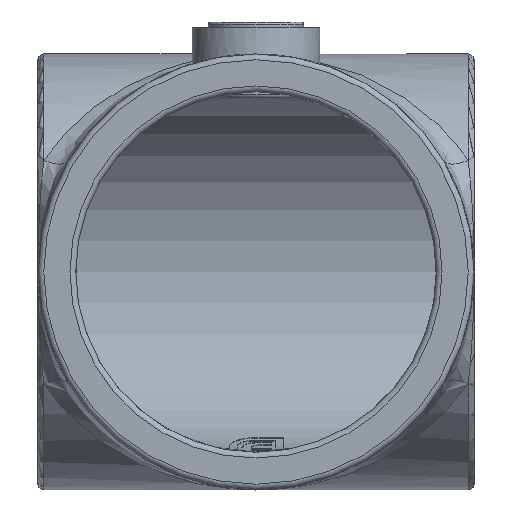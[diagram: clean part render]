
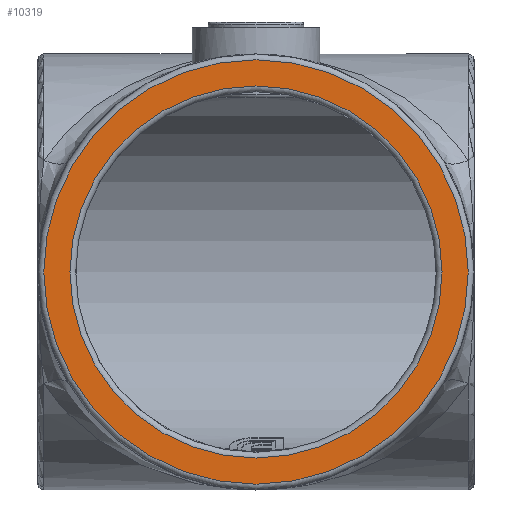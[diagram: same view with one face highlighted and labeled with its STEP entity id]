
A CAD part, front view. The second image highlights one B-rep face of the part: STEP entity #10319.
In plain terms, the highlighted planar face has unit normal (0, -1, 0).
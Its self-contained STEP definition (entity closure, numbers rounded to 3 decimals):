
#442 = AXIS2_PLACEMENT_3D ( 'NONE', #9736, #8682, #3365 ) ;
#983 = ORIENTED_EDGE ( 'NONE', *, *, #9496, .T. ) ;
#2373 = PLANE ( 'NONE',  #12616 ) ;
#3365 = DIRECTION ( 'NONE',  ( 0., 0., 1. ) ) ;
#4631 = FACE_BOUND ( 'NONE', #7870, .T. ) ;
#5122 = FACE_OUTER_BOUND ( 'NONE', #6419, .T. ) ;
#5135 = CIRCLE ( 'NONE', #442, 36.5 ) ;
#5585 = DIRECTION ( 'NONE',  ( 0., 0., 1. ) ) ;
#6419 = EDGE_LOOP ( 'NONE', ( #983 ) ) ;
#7266 = ORIENTED_EDGE ( 'NONE', *, *, #11473, .T. ) ;
#7459 = CARTESIAN_POINT ( 'NONE',  ( 0., 0., 0. ) ) ;
#7809 = DIRECTION ( 'NONE',  ( 0., 1., 0. ) ) ;
#7870 = EDGE_LOOP ( 'NONE', ( #7266 ) ) ;
#8682 = DIRECTION ( 'NONE',  ( 0., -1., 0. ) ) ;
#8995 = CIRCLE ( 'NONE', #10462, 32. ) ;
#9125 = VERTEX_POINT ( 'NONE', #12877 ) ;
#9453 = VERTEX_POINT ( 'NONE', #13915 ) ;
#9496 = EDGE_CURVE ( 'NONE', #9453, #9453, #5135, .T. ) ;
#9591 = DIRECTION ( 'NONE',  ( 0., 1., 0. ) ) ;
#9736 = CARTESIAN_POINT ( 'NONE',  ( 0., 0., 0. ) ) ;
#10319 = ADVANCED_FACE ( 'NONE', ( #4631, #5122 ), #2373, .F. ) ;
#10462 = AXIS2_PLACEMENT_3D ( 'NONE', #7459, #9591, #13854 ) ;
#11473 = EDGE_CURVE ( 'NONE', #9125, #9125, #8995, .T. ) ;
#11867 = CARTESIAN_POINT ( 'NONE',  ( 0., 0., 0. ) ) ;
#12616 = AXIS2_PLACEMENT_3D ( 'NONE', #11867, #7809, #5585 ) ;
#12877 = CARTESIAN_POINT ( 'NONE',  ( 0., 0., 32. ) ) ;
#13854 = DIRECTION ( 'NONE',  ( 0., 0., 1. ) ) ;
#13915 = CARTESIAN_POINT ( 'NONE',  ( 0., 0., 36.5 ) ) ;
